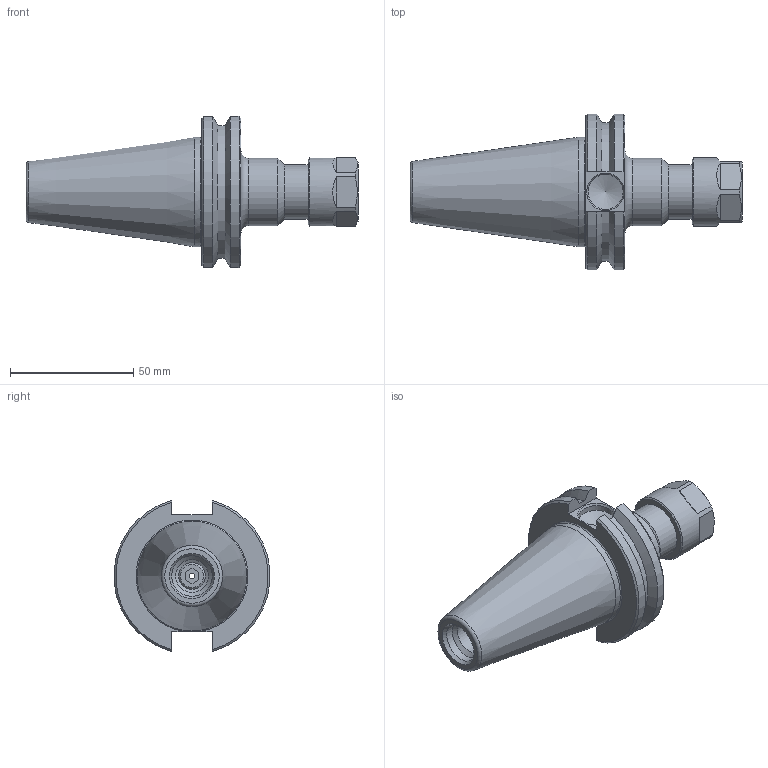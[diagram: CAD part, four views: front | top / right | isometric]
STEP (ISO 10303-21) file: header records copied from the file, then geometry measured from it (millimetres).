
FILE_DESCRIPTION((''),'2;1');
FILE_NAME('C40-16ER262.stp','2014-07-23T14:08:18',('kaykin'),(''),'Autodesk Inventor 2012','Autodesk Inventor 2012','');
FILE_SCHEMA(('AUTOMOTIVE_DESIGN { 1 0 10303 214 1 1 1 1 }'));
Length unit declared in the file: inch
Products named in the file (4): C40-16ER262; C40-16ER2-1; 16ERHPN; BS-20
Assembly tree (3 placements, depth 2):
  C40-16ER262
    C40-16ER2-1
    16ERHPN
    BS-20
Bounding box: 134.86 x 63.26 x 61.38 mm (x, y, z)
Volume: 121252.3 mm3; surface area: 28906.3 mm2
Topology: 4 solids, 4 shells, 104 faces, 237 edges, 148 vertices
Faces by surface type: plane 40, cone 29, cylinder 27, torus 8
Full cylindrical faces by diameter (mm): 2.286 x1, 9.462 x1, 9.728 x1, 10.973 x1, 11.176 x1, 12.04 x1, 13.386 x1, 14.3 x1, 16.002 x1, 16.459 x1, 17.01 x1, 17.112 x1, 17.272 x1, 20.066 x1, 20.168 x1, 20.676 x1, 22 x1, 22.428 x1, 27.432 x1, 27.737 x1, 44.45 x1
Entity records: 2754 total; most frequent: CARTESIAN_POINT 483, DIRECTION 469, ORIENTED_EDGE 358, AXIS2_PLACEMENT_3D 202, EDGE_CURVE 179, EDGE_LOOP 169, VERTEX_POINT 140, FACE_OUTER_BOUND 104
